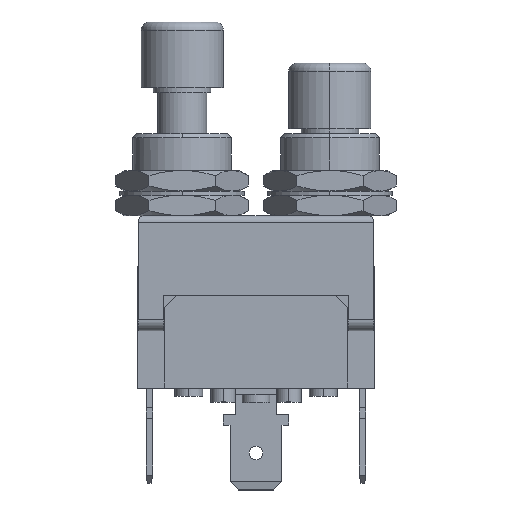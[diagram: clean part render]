
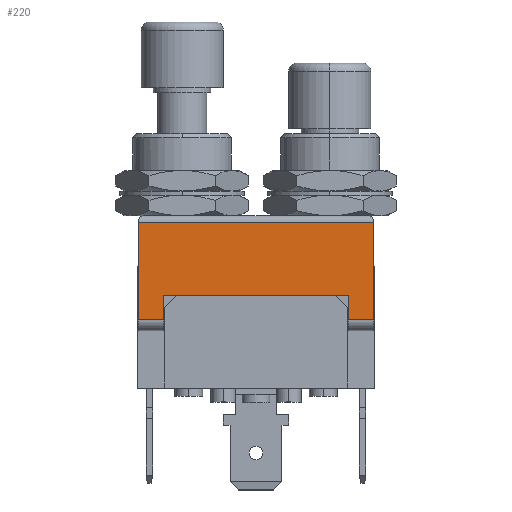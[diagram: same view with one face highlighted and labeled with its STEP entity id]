
A CAD part, top view. The second image highlights one B-rep face of the part: STEP entity #220.
In plain terms, the highlighted planar face has unit normal (0, 0, 1).
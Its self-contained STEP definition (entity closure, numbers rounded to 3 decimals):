
#116 = CARTESIAN_POINT ( 'NONE',  ( -11.225, -11.9, 7.9 ) ) ;
#158 = DIRECTION ( 'NONE',  ( -1., 0., 0. ) ) ;
#220 = ADVANCED_FACE ( 'NONE', ( #5838 ), #1234, .F. ) ;
#269 = ORIENTED_EDGE ( 'NONE', *, *, #7096, .T. ) ;
#620 = CARTESIAN_POINT ( 'NONE',  ( -11.225, -11.9, 7.9 ) ) ;
#686 = ORIENTED_EDGE ( 'NONE', *, *, #6762, .F. ) ;
#777 = ORIENTED_EDGE ( 'NONE', *, *, #1641, .T. ) ;
#1234 = PLANE ( 'NONE',  #6512 ) ;
#1311 = CARTESIAN_POINT ( 'NONE',  ( 11.225, -8.9, 7.9 ) ) ;
#1333 = EDGE_LOOP ( 'NONE', ( #5636, #7953, #269, #2736, #4608, #4487, #686, #777 ) ) ;
#1641 = EDGE_CURVE ( 'NONE', #3378, #7301, #2957, .T. ) ;
#1919 = CARTESIAN_POINT ( 'NONE',  ( 14.375, -11.9, 7.9 ) ) ;
#2005 = EDGE_CURVE ( 'NONE', #3276, #7301, #5059, .T. ) ;
#2061 = CARTESIAN_POINT ( 'NONE',  ( -14.375, 0.8, 7.9 ) ) ;
#2477 = EDGE_CURVE ( 'NONE', #3276, #5058, #3194, .T. ) ;
#2494 = DIRECTION ( 'NONE',  ( 1., 0., 0. ) ) ;
#2502 = CARTESIAN_POINT ( 'NONE',  ( -14.375, 0., 7.9 ) ) ;
#2565 = VECTOR ( 'NONE', #158, 1000. ) ;
#2649 = EDGE_CURVE ( 'NONE', #4698, #5368, #5526, .T. ) ;
#2736 = ORIENTED_EDGE ( 'NONE', *, *, #2649, .F. ) ;
#2957 = LINE ( 'NONE', #3707, #4957 ) ;
#3082 = VECTOR ( 'NONE', #6241, 1000. ) ;
#3111 = VECTOR ( 'NONE', #7916, 1000. ) ;
#3194 = LINE ( 'NONE', #8286, #2565 ) ;
#3276 = VERTEX_POINT ( 'NONE', #5182 ) ;
#3378 = VERTEX_POINT ( 'NONE', #7912 ) ;
#3707 = CARTESIAN_POINT ( 'NONE',  ( 11.225, -11.9, 7.9 ) ) ;
#3821 = CARTESIAN_POINT ( 'NONE',  ( 11.225, -11.9, 7.9 ) ) ;
#4069 = VECTOR ( 'NONE', #7436, 1000. ) ;
#4416 = VECTOR ( 'NONE', #4867, 1000. ) ;
#4487 = ORIENTED_EDGE ( 'NONE', *, *, #5767, .T. ) ;
#4608 = ORIENTED_EDGE ( 'NONE', *, *, #6423, .T. ) ;
#4698 = VERTEX_POINT ( 'NONE', #116 ) ;
#4811 = CARTESIAN_POINT ( 'NONE',  ( 14.375, 0.8, 7.9 ) ) ;
#4867 = DIRECTION ( 'NONE',  ( 0., -1., 0. ) ) ;
#4901 = LINE ( 'NONE', #3821, #3111 ) ;
#4957 = VECTOR ( 'NONE', #7731, 1000. ) ;
#5018 = LINE ( 'NONE', #620, #4069 ) ;
#5058 = VERTEX_POINT ( 'NONE', #2502 ) ;
#5059 = LINE ( 'NONE', #4811, #4416 ) ;
#5182 = CARTESIAN_POINT ( 'NONE',  ( 14.375, 0., 7.9 ) ) ;
#5368 = VERTEX_POINT ( 'NONE', #7699 ) ;
#5526 = LINE ( 'NONE', #7700, #3082 ) ;
#5636 = ORIENTED_EDGE ( 'NONE', *, *, #2005, .F. ) ;
#5767 = EDGE_CURVE ( 'NONE', #6304, #6317, #7937, .T. ) ;
#5838 = FACE_OUTER_BOUND ( 'NONE', #1333, .T. ) ;
#5962 = VECTOR ( 'NONE', #8200, 1000. ) ;
#6241 = DIRECTION ( 'NONE',  ( -1., 0., 0. ) ) ;
#6304 = VERTEX_POINT ( 'NONE', #6556 ) ;
#6317 = VERTEX_POINT ( 'NONE', #1311 ) ;
#6423 = EDGE_CURVE ( 'NONE', #4698, #6304, #5018, .T. ) ;
#6512 = AXIS2_PLACEMENT_3D ( 'NONE', #6683, #7282, #8586 ) ;
#6556 = CARTESIAN_POINT ( 'NONE',  ( -11.225, -8.9, 7.9 ) ) ;
#6683 = CARTESIAN_POINT ( 'NONE',  ( 0., 0.8, 7.9 ) ) ;
#6762 = EDGE_CURVE ( 'NONE', #3378, #6317, #4901, .T. ) ;
#6904 = VECTOR ( 'NONE', #2494, 1000. ) ;
#7096 = EDGE_CURVE ( 'NONE', #5058, #5368, #8475, .T. ) ;
#7282 = DIRECTION ( 'NONE',  ( 0., 0., -1. ) ) ;
#7301 = VERTEX_POINT ( 'NONE', #1919 ) ;
#7436 = DIRECTION ( 'NONE',  ( 0., 1., 0. ) ) ;
#7699 = CARTESIAN_POINT ( 'NONE',  ( -14.375, -11.9, 7.9 ) ) ;
#7700 = CARTESIAN_POINT ( 'NONE',  ( -11.225, -11.9, 7.9 ) ) ;
#7731 = DIRECTION ( 'NONE',  ( 1., 0., 0. ) ) ;
#7912 = CARTESIAN_POINT ( 'NONE',  ( 11.225, -11.9, 7.9 ) ) ;
#7916 = DIRECTION ( 'NONE',  ( 0., 1., 0. ) ) ;
#7931 = CARTESIAN_POINT ( 'NONE',  ( 0., -8.9, 7.9 ) ) ;
#7937 = LINE ( 'NONE', #7931, #6904 ) ;
#7953 = ORIENTED_EDGE ( 'NONE', *, *, #2477, .T. ) ;
#8200 = DIRECTION ( 'NONE',  ( 0., -1., 0. ) ) ;
#8286 = CARTESIAN_POINT ( 'NONE',  ( 0., 0., 7.9 ) ) ;
#8475 = LINE ( 'NONE', #2061, #5962 ) ;
#8586 = DIRECTION ( 'NONE',  ( -1., 0., 0. ) ) ;
